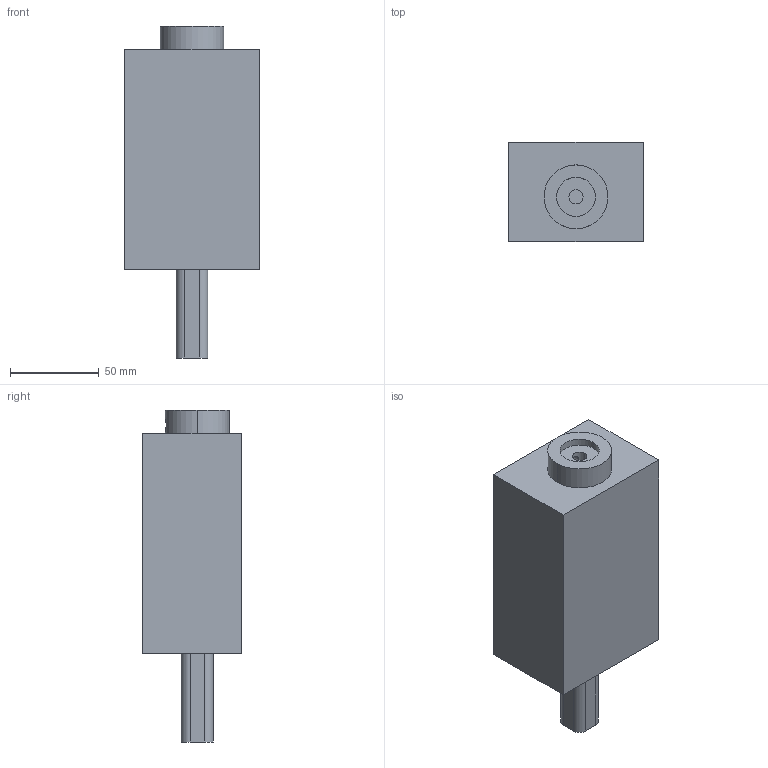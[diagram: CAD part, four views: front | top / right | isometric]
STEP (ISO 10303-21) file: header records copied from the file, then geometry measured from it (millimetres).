
FILE_DESCRIPTION (( 'STEP AP203' ), '1' );
FILE_NAME ('ServoHolder.STEP', '2021-09-03T02:59:25', ( '' ), ( '' ), 'SwSTEP 2.0', 'SolidWorks 2021', '' );
FILE_SCHEMA (( 'CONFIG_CONTROL_DESIGN' ));
Length unit declared in the file: millimetre
Products named in the file (1): ServoHolder
Bounding box: 76 x 55.75 x 187 mm (x, y, z)
Volume: 154934.8 mm3; surface area: 95411.3 mm2
Topology: 1 solids, 1 shells, 186 faces, 534 edges, 340 vertices
Faces by surface type: plane 120, cylinder 66
Entity records: 6361 total; most frequent: CARTESIAN_POINT 1187, ORIENTED_EDGE 1068, DIRECTION 1032, EDGE_CURVE 534, VECTOR 402, LINE 402, VERTEX_POINT 340, AXIS2_PLACEMENT_3D 315
